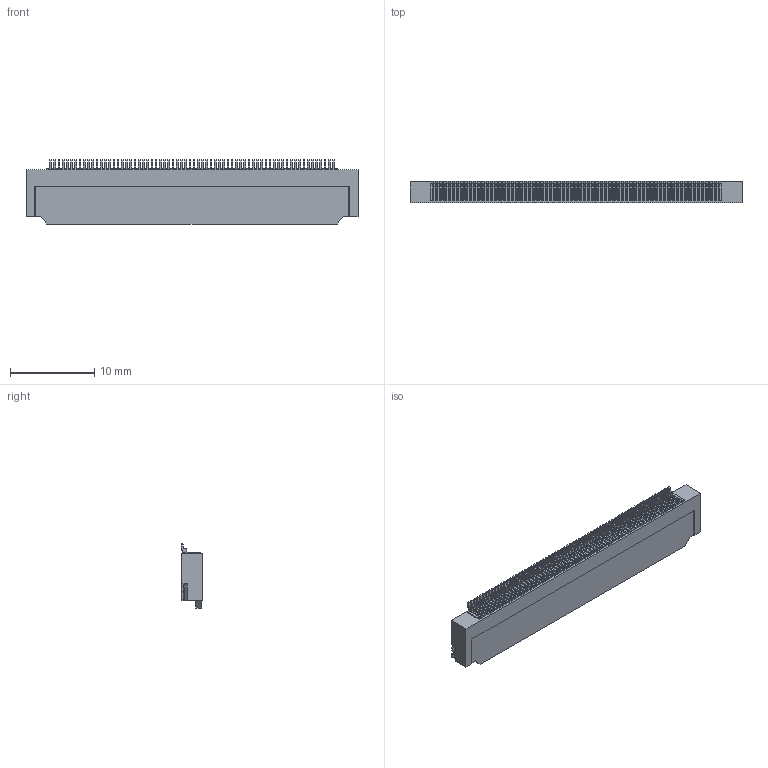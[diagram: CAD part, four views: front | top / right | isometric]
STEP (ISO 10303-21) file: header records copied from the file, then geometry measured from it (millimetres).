
FILE_DESCRIPTION(('CoCreate Modeling STEP Export'),'2;1');
FILE_NAME('FPC0.5-18-68Pin-ka.stp','2025-04-28T10:51:37',(''),(''),'CoCreate Modeling STEP processor for AP214 (Solid Model)','CoCreate Modeling 17.0 01-Apr-2010 (C) Parametric Technology GmbH','');
FILE_SCHEMA(('AUTOMOTIVE_DESIGN { 1 0 10303 214 1 1 1 1 }'));
Length unit declared in the file: millimetre
Products named in the file (2): FPC0.5-18-68Pin-ka
Assembly tree (1 placements, depth 2):
  FPC0.5-18-68Pin-ka
    FPC0.5-18-68Pin-ka
Bounding box: 39.3 x 2.52 x 7.58 mm (x, y, z)
Volume: 511 mm3; surface area: 1199.7 mm2
Topology: 1 solids, 1 shells, 1779 faces, 4909 edges, 3272 vertices
Faces by surface type: plane 1221, cylinder 558
Entity records: 56961 total; most frequent: CARTESIAN_POINT 9924, ORIENTED_EDGE 9818, DIRECTION 9514, EDGE_CURVE 4909, VECTOR 3790, LINE 3790, VERTEX_POINT 3272, AXIS2_PLACEMENT_3D 2862
